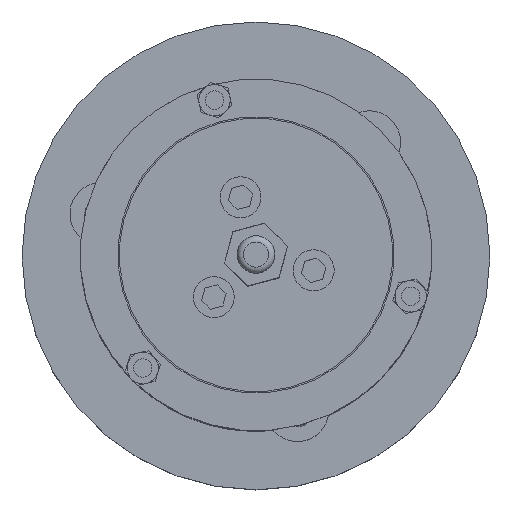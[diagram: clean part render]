
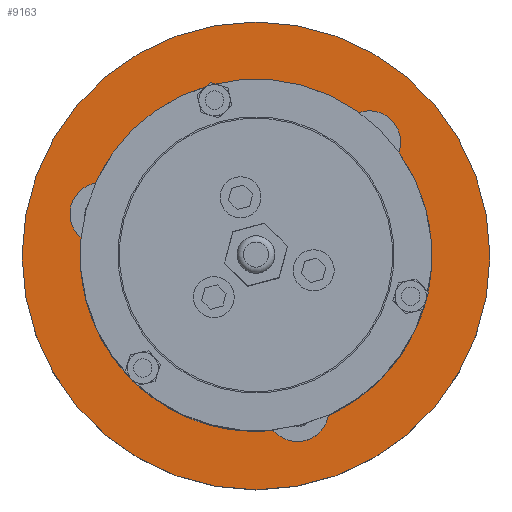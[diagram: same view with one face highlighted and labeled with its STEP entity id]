
A CAD part, top view. The second image highlights one B-rep face of the part: STEP entity #9163.
In plain terms, the highlighted planar face has unit normal (0, 0, 1).
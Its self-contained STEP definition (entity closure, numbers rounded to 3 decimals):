
#493=FACE_BOUND('',#2176,.T.);
#726=PLANE('',#10624);
#1511=FACE_OUTER_BOUND('',#2175,.T.);
#2175=EDGE_LOOP('',(#8566));
#2176=EDGE_LOOP('',(#8567));
#3730=CIRCLE('',#10274,32.2);
#3960=CIRCLE('',#10510,74.5);
#4542=VERTEX_POINT('',#15896);
#4772=VERTEX_POINT('',#16365);
#5692=EDGE_CURVE('',#4542,#4542,#3730,.T.);
#5925=EDGE_CURVE('',#4772,#4772,#3960,.T.);
#8566=ORIENTED_EDGE('',*,*,#5925,.T.);
#8567=ORIENTED_EDGE('',*,*,#5692,.T.);
#9163=ADVANCED_FACE('',(#1511,#493),#726,.T.);
#10274=AXIS2_PLACEMENT_3D('',#15898,#12801,#12802);
#10510=AXIS2_PLACEMENT_3D('',#16367,#13276,#13277);
#10624=AXIS2_PLACEMENT_3D('',#16593,#13616,#13617);
#12801=DIRECTION('center_axis',(0.,0.,-1.));
#12802=DIRECTION('ref_axis',(1.,0.,0.));
#13276=DIRECTION('center_axis',(0.,0.,1.));
#13277=DIRECTION('ref_axis',(1.,0.,0.));
#13616=DIRECTION('center_axis',(0.,0.,1.));
#13617=DIRECTION('ref_axis',(1.,0.,0.));
#15896=CARTESIAN_POINT('',(-32.2,0.,135.));
#15898=CARTESIAN_POINT('Origin',(0.,0.,135.));
#16365=CARTESIAN_POINT('',(-74.5,0.,135.));
#16367=CARTESIAN_POINT('Origin',(0.,0.,135.));
#16593=CARTESIAN_POINT('Origin',(0.,0.,135.));
